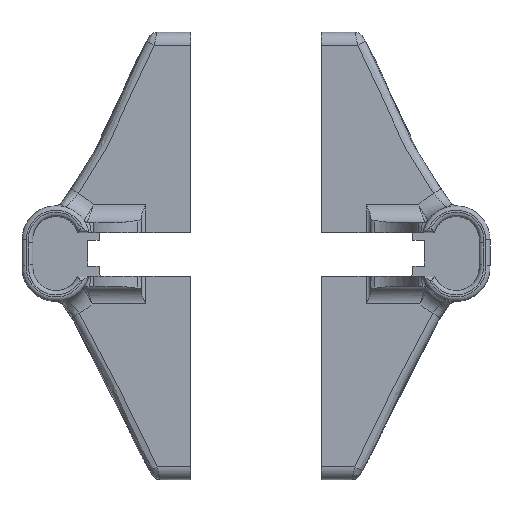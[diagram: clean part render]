
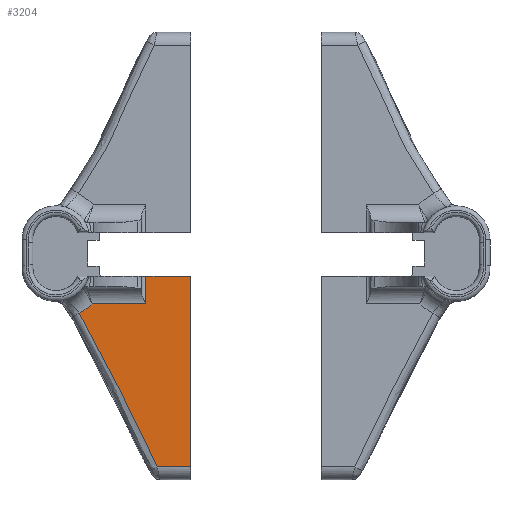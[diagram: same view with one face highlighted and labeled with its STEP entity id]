
A CAD part, left-side view. The second image highlights one B-rep face of the part: STEP entity #3204.
In plain terms, the highlighted planar face has unit normal (-1, 0, 0).
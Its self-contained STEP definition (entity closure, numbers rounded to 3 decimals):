
#69=PLANE('',#3433);
#222=FACE_OUTER_BOUND('',#419,.T.);
#419=EDGE_LOOP('',(#2204,#2205,#2206,#2207,#2208,#2209,#2210));
#632=B_SPLINE_CURVE_WITH_KNOTS('',3,(#4967,#4968,#4969,#4970,#4971,#4972),
 .UNSPECIFIED.,.F.,.F.,(4,1,1,4),(0.,0.567,1.134,
1.984),.UNSPECIFIED.);
#839=CIRCLE('',#3432,5.906);
#944=LINE('',#5053,#1112);
#945=LINE('',#5055,#1113);
#946=LINE('',#5057,#1114);
#947=LINE('',#5059,#1115);
#948=LINE('',#5060,#1116);
#1112=VECTOR('',#3724,10.);
#1113=VECTOR('',#3725,10.);
#1114=VECTOR('',#3726,10.);
#1115=VECTOR('',#3727,10.);
#1116=VECTOR('',#3728,10.);
#1308=VERTEX_POINT('',#4850);
#1309=VERTEX_POINT('',#4965);
#1312=VERTEX_POINT('',#5037);
#1313=VERTEX_POINT('',#5052);
#1314=VERTEX_POINT('',#5054);
#1315=VERTEX_POINT('',#5056);
#1316=VERTEX_POINT('',#5058);
#1650=EDGE_CURVE('',#1309,#1308,#632,.T.);
#1655=EDGE_CURVE('',#1308,#1312,#839,.T.);
#1657=EDGE_CURVE('',#1313,#1309,#944,.T.);
#1658=EDGE_CURVE('',#1314,#1313,#945,.T.);
#1659=EDGE_CURVE('',#1314,#1315,#946,.T.);
#1660=EDGE_CURVE('',#1316,#1315,#947,.T.);
#1661=EDGE_CURVE('',#1312,#1316,#948,.T.);
#2204=ORIENTED_EDGE('',*,*,#1650,.F.);
#2205=ORIENTED_EDGE('',*,*,#1657,.F.);
#2206=ORIENTED_EDGE('',*,*,#1658,.F.);
#2207=ORIENTED_EDGE('',*,*,#1659,.T.);
#2208=ORIENTED_EDGE('',*,*,#1660,.F.);
#2209=ORIENTED_EDGE('',*,*,#1661,.F.);
#2210=ORIENTED_EDGE('',*,*,#1655,.F.);
#3204=ADVANCED_FACE('',(#222),#69,.F.);
#3432=AXIS2_PLACEMENT_3D('',#5038,#3720,#3721);
#3433=AXIS2_PLACEMENT_3D('',#5051,#3722,#3723);
#3720=DIRECTION('center_axis',(-1.,0.,0.));
#3721=DIRECTION('ref_axis',(0.,-0.494,-0.87));
#3722=DIRECTION('center_axis',(1.,0.,0.));
#3723=DIRECTION('ref_axis',(0.,1.,0.));
#3724=DIRECTION('',(0.,1.,0.));
#3725=DIRECTION('',(0.,0.,-1.));
#3726=DIRECTION('',(0.,1.,0.));
#3727=DIRECTION('',(0.,0.,1.));
#3728=DIRECTION('',(0.,-1.,0.));
#4850=CARTESIAN_POINT('',(184.127,250.335,-6.879));
#4965=CARTESIAN_POINT('',(184.127,241.361,-24.535));
#4967=CARTESIAN_POINT('Ctrl Pts',(184.127,241.361,-24.535));
#4968=CARTESIAN_POINT('Ctrl Pts',(184.127,242.311,-22.901));
#4969=CARTESIAN_POINT('Ctrl Pts',(184.127,243.956,-19.499));
#4970=CARTESIAN_POINT('Ctrl Pts',(184.127,246.654,-13.473));
#4971=CARTESIAN_POINT('Ctrl Pts',(184.127,248.767,-9.241));
#4972=CARTESIAN_POINT('Ctrl Pts',(184.127,250.335,-6.879));
#5037=CARTESIAN_POINT('',(184.127,248.874,-5.819));
#5038=CARTESIAN_POINT('Origin',(184.127,253.032,-1.624));
#5051=CARTESIAN_POINT('Origin',(184.127,245.941,-0.303));
#5052=CARTESIAN_POINT('',(184.127,237.524,-24.535));
#5053=CARTESIAN_POINT('',(184.127,241.733,-24.535));
#5054=CARTESIAN_POINT('',(184.127,237.524,-2.619));
#5055=CARTESIAN_POINT('',(184.127,237.524,12.564));
#5056=CARTESIAN_POINT('',(184.127,242.681,-2.619));
#5057=CARTESIAN_POINT('',(184.127,241.599,-2.619));
#5058=CARTESIAN_POINT('',(184.127,242.681,-5.819));
#5059=CARTESIAN_POINT('',(184.127,242.681,-1.461));
#5060=CARTESIAN_POINT('',(184.127,244.561,-5.819));
